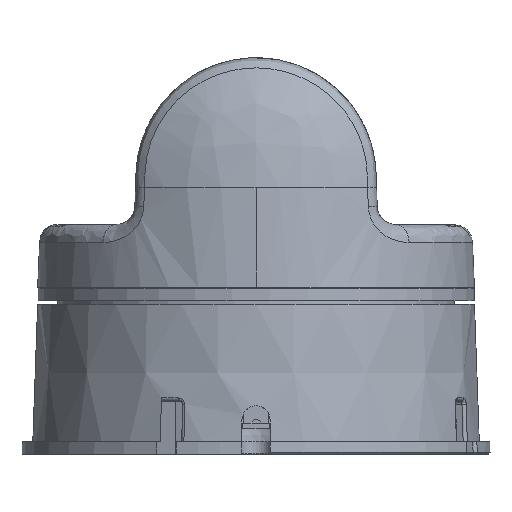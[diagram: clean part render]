
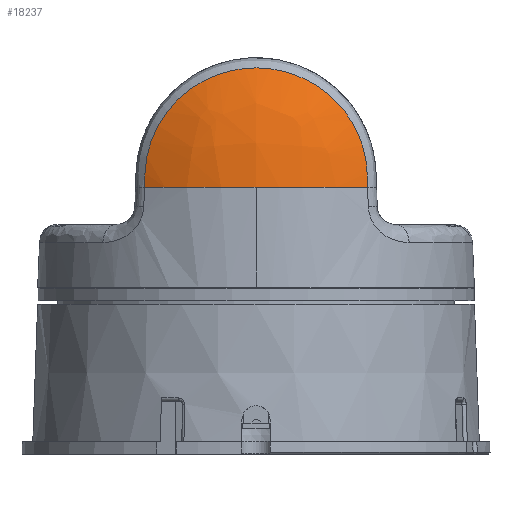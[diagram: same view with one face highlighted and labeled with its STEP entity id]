
A CAD part, left-side view. The second image highlights one B-rep face of the part: STEP entity #18237.
In plain terms, the highlighted free-form (B-spline) face has degree [2, 3] with [5, 4] control points.
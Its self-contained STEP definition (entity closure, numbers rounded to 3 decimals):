
#64 = ORIENTED_EDGE ( 'NONE', *, *, #19276, .F. ) ;
#487 = CARTESIAN_POINT ( 'NONE',  ( 70.539, -439.81, -58.209 ) ) ;
#531 = CARTESIAN_POINT ( 'NONE',  ( 70.554, -475.526, -58.974 ) ) ;
#989 = CARTESIAN_POINT ( 'NONE',  ( 70.639, -439.891, -60.507 ) ) ;
#1200 = B_SPLINE_CURVE_WITH_KNOTS ( 'NONE', 3,
 ( #7572, #531, #28144, #4873, #7427, #7728, #28005 ),
 .UNSPECIFIED., .F., .F.,
 ( 4, 2, 1, 4 ),
 ( 0., 1., 1., 1. ),
 .UNSPECIFIED. ) ;
#2011 = ORIENTED_EDGE ( 'NONE', *, *, #4623, .F. ) ;
#2418 = CARTESIAN_POINT ( 'NONE',  ( 70.539, -439.81, -58.209 ) ) ;
#3389 = CARTESIAN_POINT ( 'NONE',  ( 67.93, -447.849, -73.565 ) ) ;
#3550 = CARTESIAN_POINT ( 'NONE',  ( 76.172, -473.808, -79.125 ) ) ;
#3696 = CARTESIAN_POINT ( 'NONE',  ( 71.225, -457.682, -79.125 ) ) ;
#4269 = EDGE_CURVE ( 'NONE', #17297, #22641, #27451, .T. ) ;
#4555 = CARTESIAN_POINT ( 'NONE',  ( 65.539, -467.317, -58.209 ) ) ;
#4623 = EDGE_CURVE ( 'NONE', #12179, #17297, #1200, .T. ) ;
#4779 = B_SPLINE_CURVE_WITH_KNOTS ( 'NONE', 3,
 ( #8246, #21522, #19300, #7956, #17059, #21229, #24061 ),
 .UNSPECIFIED., .F., .F.,
 ( 4, 2, 1, 4 ),
 ( 0., 0., 0., 1. ),
 .UNSPECIFIED. ) ;
#4873 = CARTESIAN_POINT ( 'NONE',  ( 70.639, -475.472, -60.505 ) ) ;
#4910 = CARTESIAN_POINT ( 'NONE',  ( 70.639, -475.472, -60.505 ) ) ;
#5055 = CARTESIAN_POINT ( 'NONE',  ( 70.197, -457.684, -77.786 ) ) ;
#5791 = CARTESIAN_POINT ( 'NONE',  ( 71.464, -438.368, -58.209 ) ) ;
#5873 = EDGE_CURVE ( 'NONE', #22171, #12179, #16054, .T. ) ;
#6486 = EDGE_CURVE ( 'NONE', #11255, #22171, #15104, .T. ) ;
#7427 = CARTESIAN_POINT ( 'NONE',  ( 70.639, -475.472, -60.505 ) ) ;
#7572 = CARTESIAN_POINT ( 'NONE',  ( 70.539, -475.553, -58.209 ) ) ;
#7728 = CARTESIAN_POINT ( 'NONE',  ( 70.639, -475.472, -60.505 ) ) ;
#7913 = CARTESIAN_POINT ( 'NONE',  ( 67.93, -457.682, -73.565 ) ) ;
#7956 = CARTESIAN_POINT ( 'NONE',  ( 70.639, -439.891, -60.507 ) ) ;
#8057 = CARTESIAN_POINT ( 'NONE',  ( 65.832, -468.158, -66.593 ) ) ;
#8210 = CARTESIAN_POINT ( 'NONE',  ( 73.444, -475.655, -73.565 ) ) ;
#8246 = CARTESIAN_POINT ( 'NONE',  ( 70.639, -439.891, -60.507 ) ) ;
#9343 = CARTESIAN_POINT ( 'NONE',  ( 70.539, -475.553, -58.209 ) ) ;
#9707 = CARTESIAN_POINT ( 'NONE',  ( 70.311, -450.831, -76.456 ) ) ;
#10584 = CARTESIAN_POINT ( 'NONE',  ( 71.225, -466.504, -79.125 ) ) ;
#10743 = CARTESIAN_POINT ( 'NONE',  ( 65.832, -457.682, -66.593 ) ) ;
#11255 = VERTEX_POINT ( 'NONE', #487 ) ;
#12179 = VERTEX_POINT ( 'NONE', #16157 ) ;
#12246 = CARTESIAN_POINT ( 'NONE',  ( 70.639, -439.891, -60.507 ) ) ;
#12529 = CARTESIAN_POINT ( 'NONE',  ( 71.464, -476.996, -58.209 ) ) ;
#12700 = ORIENTED_EDGE ( 'NONE', *, *, #4269, .F. ) ;
#12826 = CARTESIAN_POINT ( 'NONE',  ( 76.172, -441.556, -79.125 ) ) ;
#13523 = CARTESIAN_POINT ( 'NONE',  ( 65.539, -457.682, -58.209 ) ) ;
#14771 = CARTESIAN_POINT ( 'NONE',  ( 67.93, -467.514, -73.565 ) ) ;
#15104 =( BOUNDED_CURVE ( )  B_SPLINE_CURVE ( 2, ( #2418, #27369, #13523 ),
 .UNSPECIFIED., .F., .T. ) 
 B_SPLINE_CURVE_WITH_KNOTS ( ( 3, 3 ),
 ( -127.381, -108.2 ),
 .UNSPECIFIED. ) 
 CURVE ( )  GEOMETRIC_REPRESENTATION_ITEM ( )  RATIONAL_B_SPLINE_CURVE ( ( 1., 0.963, 1. ) ) 
 REPRESENTATION_ITEM ( '' )  );
#15214 = CARTESIAN_POINT ( 'NONE',  ( 73.444, -439.708, -73.565 ) ) ;
#16054 =( BOUNDED_CURVE ( )  B_SPLINE_CURVE ( 2, ( #24592, #4555, #9343 ),
 .UNSPECIFIED., .F., .T. ) 
 B_SPLINE_CURVE_WITH_KNOTS ( ( 3, 3 ),
 ( -108.2, -89.019 ),
 .UNSPECIFIED. ) 
 CURVE ( )  GEOMETRIC_REPRESENTATION_ITEM ( )  RATIONAL_B_SPLINE_CURVE ( ( 1., 0.963, 1. ) ) 
 REPRESENTATION_ITEM ( '' )  );
#16157 = CARTESIAN_POINT ( 'NONE',  ( 70.539, -475.553, -58.209 ) ) ;
#16569 = FACE_OUTER_BOUND ( 'NONE', #22351, .T. ) ;
#16725 = CARTESIAN_POINT ( 'NONE',  ( 70.709, -443.024, -71.461 ) ) ;
#16977 = CARTESIAN_POINT ( 'NONE',  ( 65.539, -457.682, -58.209 ) ) ;
#17018 = CARTESIAN_POINT ( 'NONE',  ( 65.539, -447.116, -58.209 ) ) ;
#17059 = CARTESIAN_POINT ( 'NONE',  ( 70.587, -439.864, -59.741 ) ) ;
#17297 = VERTEX_POINT ( 'NONE', #28104 ) ;
#17475 = CARTESIAN_POINT ( 'NONE',  ( 71.225, -448.86, -79.125 ) ) ;
#18237 = ADVANCED_FACE ( 'NONE', ( #16569 ), #19789, .T. ) ;
#19276 = EDGE_CURVE ( 'NONE', #22641, #11255, #4779, .T. ) ;
#19300 = CARTESIAN_POINT ( 'NONE',  ( 70.639, -439.891, -60.507 ) ) ;
#19701 = CARTESIAN_POINT ( 'NONE',  ( 71.707, -438.532, -66.593 ) ) ;
#19789 =( BOUNDED_SURFACE ( )  B_SPLINE_SURFACE ( 2, 3, ( 
 ( #12529, #24020, #8210, #3550 ),
 ( #26392, #8057, #14771, #10584 ),
 ( #21782, #10743, #7913, #3696 ),
 ( #17018, #24165, #3389, #17475 ),
 ( #5791, #19701, #15214, #12826 ) ),
 .UNSPECIFIED., .F., .F., .F. ) 
 B_SPLINE_SURFACE_WITH_KNOTS ( ( 3, 2, 3 ),
 ( 4, 4 ),
 ( 87.375, 108.2, 129.025 ),
 ( -20.026, 2.329 ),
 .UNSPECIFIED. ) 
 GEOMETRIC_REPRESENTATION_ITEM ( )  RATIONAL_B_SPLINE_SURFACE ( (
 ( 0.861, 0.861, 0.861, 0.861),
 ( 0.887, 0.887, 0.887, 0.887),
 ( 1., 1., 1., 1.),
 ( 0.887, 0.887, 0.887, 0.887),
 ( 0.861, 0.861, 0.861, 0.861) ) ) 
 REPRESENTATION_ITEM ( '' )  SURFACE ( )  );
#21229 = CARTESIAN_POINT ( 'NONE',  ( 70.554, -439.838, -58.975 ) ) ;
#21491 = CARTESIAN_POINT ( 'NONE',  ( 70.949, -440.012, -64.914 ) ) ;
#21522 = CARTESIAN_POINT ( 'NONE',  ( 70.639, -439.891, -60.507 ) ) ;
#21782 = CARTESIAN_POINT ( 'NONE',  ( 65.539, -457.682, -58.209 ) ) ;
#22171 = VERTEX_POINT ( 'NONE', #16977 ) ;
#22351 = EDGE_LOOP ( 'NONE', ( #64, #12700, #2011, #26377, #28388 ) ) ;
#22641 = VERTEX_POINT ( 'NONE', #989 ) ;
#23152 = CARTESIAN_POINT ( 'NONE',  ( 70.311, -464.53, -76.456 ) ) ;
#23593 = CARTESIAN_POINT ( 'NONE',  ( 70.949, -475.349, -64.912 ) ) ;
#24020 = CARTESIAN_POINT ( 'NONE',  ( 71.707, -476.832, -66.593 ) ) ;
#24061 = CARTESIAN_POINT ( 'NONE',  ( 70.539, -439.81, -58.209 ) ) ;
#24165 = CARTESIAN_POINT ( 'NONE',  ( 65.832, -447.206, -66.593 ) ) ;
#24592 = CARTESIAN_POINT ( 'NONE',  ( 65.539, -457.682, -58.209 ) ) ;
#25813 = CARTESIAN_POINT ( 'NONE',  ( 70.709, -472.344, -71.46 ) ) ;
#26377 = ORIENTED_EDGE ( 'NONE', *, *, #5873, .F. ) ;
#26392 = CARTESIAN_POINT ( 'NONE',  ( 65.539, -468.248, -58.209 ) ) ;
#27369 = CARTESIAN_POINT ( 'NONE',  ( 65.539, -448.047, -58.209 ) ) ;
#27451 =( BOUNDED_CURVE ( )  B_SPLINE_CURVE ( 3, ( #4910, #23593, #25813, #23152, #5055, #9707, #16725, #21491, #12246 ),
 .UNSPECIFIED., .F., .T. ) 
 B_SPLINE_CURVE_WITH_KNOTS ( ( 4, 1, 1, 1, 1, 1, 4 ),
 ( 0., 0.25, 0.375, 0.5, 0.625, 0.75, 1. ),
 .UNSPECIFIED. ) 
 CURVE ( )  GEOMETRIC_REPRESENTATION_ITEM ( )  RATIONAL_B_SPLINE_CURVE ( ( 1., 1., 1., 1., 1., 1., 1., 1., 1. ) ) 
 REPRESENTATION_ITEM ( '' )  );
#28005 = CARTESIAN_POINT ( 'NONE',  ( 70.639, -475.472, -60.505 ) ) ;
#28104 = CARTESIAN_POINT ( 'NONE',  ( 70.639, -475.472, -60.505 ) ) ;
#28144 = CARTESIAN_POINT ( 'NONE',  ( 70.587, -475.499, -59.74 ) ) ;
#28388 = ORIENTED_EDGE ( 'NONE', *, *, #6486, .F. ) ;
